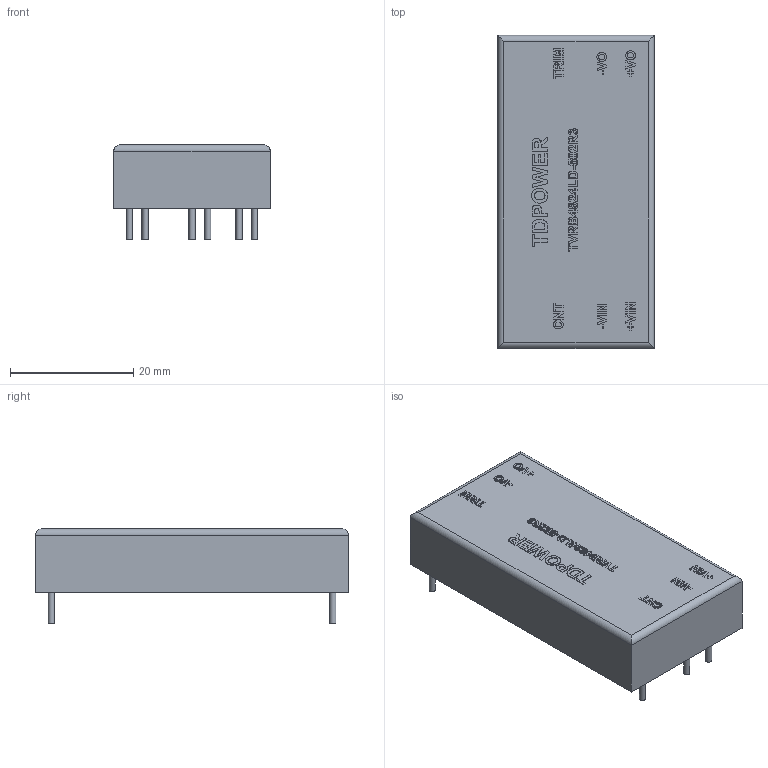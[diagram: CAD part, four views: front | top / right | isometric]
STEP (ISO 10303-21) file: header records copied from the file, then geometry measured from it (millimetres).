
FILE_DESCRIPTION(/* description */ ('FreeCAD Model'),/* implementation_level */ '2;1');
FILE_NAME(/* name */ 'EC3BB14T v4.step',/* time_stamp */ '2024-09-18T13:02:31+07:00',/* author */ (''),/* organization */ (''),/* preprocessor_version */ 'ST-DEVELOPER v20',/* originating_system */ 'Autodesk Translation Framework v13.14.0.145',/* authorisation */ '');
FILE_SCHEMA (('AUTOMOTIVE_DESIGN { 1 0 10303 214 3 1 1 }'));
Length unit declared in the file: millimetre
Products named in the file (3): ASSEMBLY; Body; Leads
Assembly tree (2 placements, depth 2):
  ASSEMBLY
    Body
    Leads
Bounding box: 25.4 x 50.8 x 15.5 mm (x, y, z)
Volume: 13288.2 mm3; surface area: 4224.9 mm2
Topology: 7 solids, 7 shells, 727 faces, 1952 edges, 1300 vertices
Faces by surface type: plane 389, bspline 328, cylinder 10
Full cylindrical faces by diameter (mm): 1.02 x6
Entity records: 25668 total; most frequent: CARTESIAN_POINT 9560, ORIENTED_EDGE 3904, DIRECTION 2120, EDGE_CURVE 1952, VERTEX_POINT 1300, LINE 1280, VECTOR 1280, EDGE_LOOP 788
